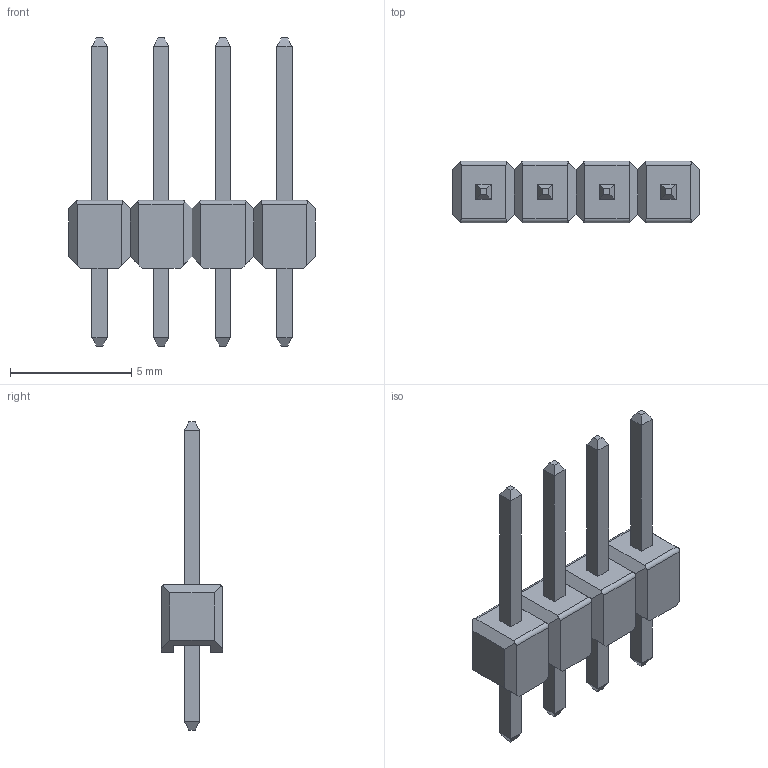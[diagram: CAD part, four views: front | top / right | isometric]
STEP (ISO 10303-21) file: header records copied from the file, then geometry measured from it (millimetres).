
FILE_DESCRIPTION(('FreeCAD Model'),'2;1');
FILE_NAME('header_1x4_TH_2_54mm.step','2015-12-18T18:30:29',('Author'),(''), 'Open CASCADE STEP processor 6.8','FreeCAD','Unknown');
FILE_SCHEMA(('AUTOMOTIVE_DESIGN_CC2 { 1 2 10303 214 -1 1 5 4 }'));
Length unit declared in the file: millimetre
Products named in the file (2): ASSEMBLY; Fusion
Assembly tree (1 placements, depth 2):
  ASSEMBLY
    Fusion
Bounding box: 10.16 x 2.54 x 12.7 mm (x, y, z)
Surface area: 235.6 mm2 (no closed solid volume)
Topology: 0 solids, 1 shells, 154 faces, 417 edges, 260 vertices
Faces by surface type: plane 146, cylinder 8
Entity records: 12211 total; most frequent: CARTESIAN_POINT 3001, DIRECTION 1441, LINE 1129, VECTOR 1129, ORIENTED_EDGE 824, PCURVE 824, DEFINITIONAL_REPRESENTATION 824, EDGE_CURVE 417
